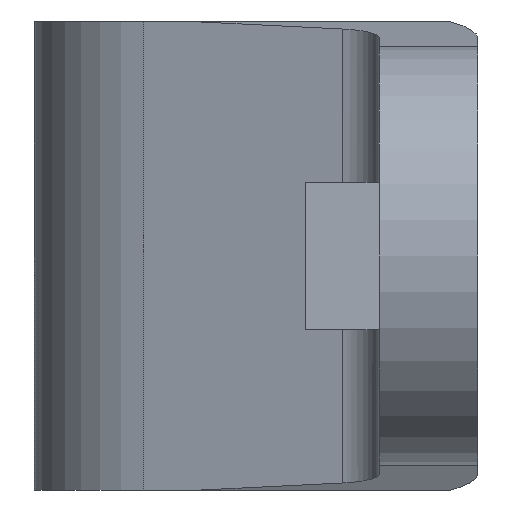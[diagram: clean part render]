
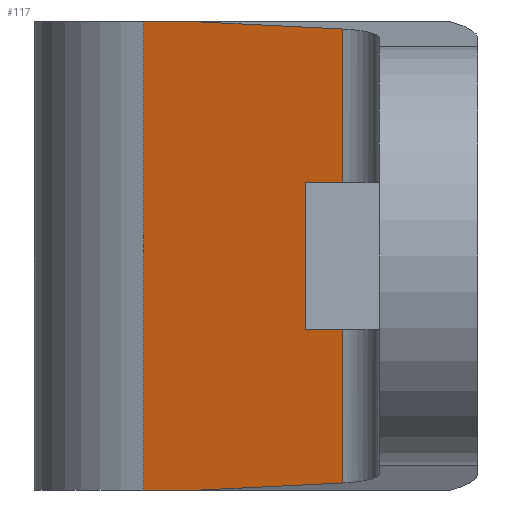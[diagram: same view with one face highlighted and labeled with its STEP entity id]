
A CAD part, left-side view. The second image highlights one B-rep face of the part: STEP entity #117.
In plain terms, the highlighted planar face has unit normal (-0.966, 0.259, 0).
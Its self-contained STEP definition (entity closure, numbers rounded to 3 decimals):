
#117 = ADVANCED_FACE( '', ( #233 ), #234, .F. );
#233 = FACE_OUTER_BOUND( '', #346, .T. );
#234 = PLANE( '', #347 );
#346 = EDGE_LOOP( '', ( #569, #570, #571, #572, #573, #574 ) );
#347 = AXIS2_PLACEMENT_3D( '', #575, #576, #577 );
#569 = ORIENTED_EDGE( '', *, *, #725, .T. );
#570 = ORIENTED_EDGE( '', *, *, #770, .T. );
#571 = ORIENTED_EDGE( '', *, *, #737, .F. );
#572 = ORIENTED_EDGE( '', *, *, #776, .T. );
#573 = ORIENTED_EDGE( '', *, *, #786, .F. );
#574 = ORIENTED_EDGE( '', *, *, #787, .T. );
#575 = CARTESIAN_POINT( '', ( 19.489, 13.553, 9.5 ) );
#576 = DIRECTION( '', ( 0.966, -0.259, 0. ) );
#577 = DIRECTION( '', ( 0.259, 0.966, 0. ) );
#725 = EDGE_CURVE( '', #871, #869, #872, .T. );
#737 = EDGE_CURVE( '', #891, #889, #893, .T. );
#770 = EDGE_CURVE( '', #869, #889, #938, .T. );
#776 = EDGE_CURVE( '', #891, #946, #948, .T. );
#786 = EDGE_CURVE( '', #960, #946, #961, .T. );
#787 = EDGE_CURVE( '', #960, #871, #962, .T. );
#869 = VERTEX_POINT( '', #1070 );
#871 = VERTEX_POINT( '', #1073 );
#872 = LINE( '', #1074, #1075 );
#889 = VERTEX_POINT( '', #1098 );
#891 = VERTEX_POINT( '', #1100 );
#893 = LINE( '', #1102, #1103 );
#938 = LINE( '', #1167, #1168 );
#946 = VERTEX_POINT( '', #1177 );
#948 = LINE( '', #1180, #1181 );
#960 = VERTEX_POINT( '', #1197 );
#961 = LINE( '', #1198, #1199 );
#962 = LINE( '', #1200, #1201 );
#1070 = CARTESIAN_POINT( '', ( 18.87, 11.242, -9.5 ) );
#1073 = CARTESIAN_POINT( '', ( 19.489, 13.553, -9.5 ) );
#1074 = CARTESIAN_POINT( '', ( 19.489, 13.553, -9.5 ) );
#1075 = VECTOR( '', #1269, 1000. );
#1098 = CARTESIAN_POINT( '', ( 17.327, 5.482, -9.214 ) );
#1100 = CARTESIAN_POINT( '', ( 17.327, 5.482, 9.214 ) );
#1102 = CARTESIAN_POINT( '', ( 17.327, 5.482, 9.5 ) );
#1103 = VECTOR( '', #1288, 1000. );
#1167 = CARTESIAN_POINT( '', ( 19.253, 12.669, -9.571 ) );
#1168 = VECTOR( '', #1320, 1000. );
#1177 = CARTESIAN_POINT( '', ( 18.87, 11.242, 9.5 ) );
#1180 = CARTESIAN_POINT( '', ( 19.488, 13.548, 9.615 ) );
#1181 = VECTOR( '', #1329, 1000. );
#1197 = CARTESIAN_POINT( '', ( 19.489, 13.553, 9.5 ) );
#1198 = CARTESIAN_POINT( '', ( 19.489, 13.553, 9.5 ) );
#1199 = VECTOR( '', #1340, 1000. );
#1200 = CARTESIAN_POINT( '', ( 19.489, 13.553, 9.5 ) );
#1201 = VECTOR( '', #1341, 1000. );
#1269 = DIRECTION( '', ( -0.259, -0.966, 0. ) );
#1288 = DIRECTION( '', ( 0., 0., -1. ) );
#1320 = DIRECTION( '', ( -0.259, -0.965, 0.048 ) );
#1329 = DIRECTION( '', ( 0.259, 0.965, 0.048 ) );
#1340 = DIRECTION( '', ( -0.259, -0.966, 0. ) );
#1341 = DIRECTION( '', ( 0., 0., -1. ) );
